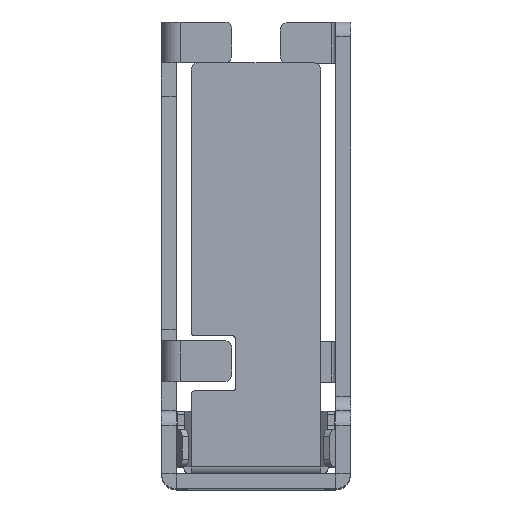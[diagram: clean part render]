
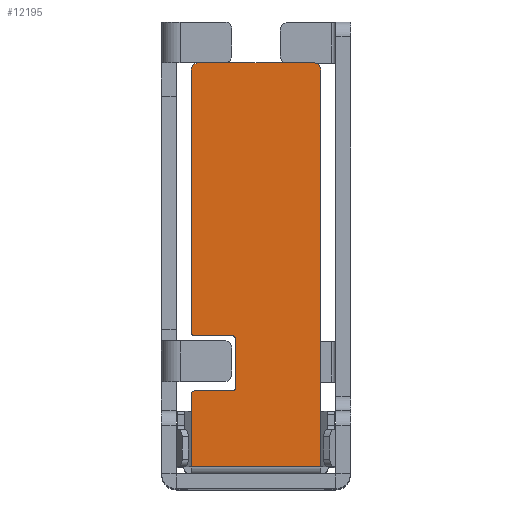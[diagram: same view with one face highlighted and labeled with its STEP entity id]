
A CAD part, top view. The second image highlights one B-rep face of the part: STEP entity #12195.
In plain terms, the highlighted planar face has unit normal (0, 0, 1).
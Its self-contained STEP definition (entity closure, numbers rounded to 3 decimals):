
#10038=CARTESIAN_POINT('',(-16.5,38.5,30.75));
#10039=DIRECTION('',(0.,0.,1.));
#10040=DIRECTION('',(-1.,0.,0.));
#10041=AXIS2_PLACEMENT_3D('',#10038,#10039,#10040);
#10043=DIRECTION('',(0.,1.,0.));
#10044=VECTOR('',#10043,70.5);
#10045=CARTESIAN_POINT('',(-17.5,38.5,30.75));
#10046=LINE('',#10045,#10044);
#10047=CARTESIAN_POINT('',(-15.5,109.,30.75));
#10048=DIRECTION('',(0.,0.,-1.));
#10049=DIRECTION('',(-1.,0.,0.));
#10050=AXIS2_PLACEMENT_3D('',#10047,#10048,#10049);
#10052=DIRECTION('',(1.,0.,0.));
#10053=VECTOR('',#10052,31.);
#10054=CARTESIAN_POINT('',(-15.5,111.,30.75));
#10055=LINE('',#10054,#10053);
#10056=CARTESIAN_POINT('',(15.5,109.,30.75));
#10057=DIRECTION('',(0.,0.,-1.));
#10058=DIRECTION('',(0.,1.,0.));
#10059=AXIS2_PLACEMENT_3D('',#10056,#10057,#10058);
#10061=DIRECTION('',(0.,-1.,0.));
#10062=VECTOR('',#10061,107.);
#10063=CARTESIAN_POINT('',(17.5,109.,30.75));
#10064=LINE('',#10063,#10062);
#10065=DIRECTION('',(0.,1.,0.));
#10066=VECTOR('',#10065,19.5);
#10067=CARTESIAN_POINT('',(-17.5,2.,30.75));
#10068=LINE('',#10067,#10066);
#10069=CARTESIAN_POINT('',(-16.5,21.5,30.75));
#10070=DIRECTION('',(0.,0.,1.));
#10071=DIRECTION('',(0.,1.,0.));
#10072=AXIS2_PLACEMENT_3D('',#10069,#10070,#10071);
#10074=DIRECTION('',(1.,0.,0.));
#10075=VECTOR('',#10074,10.);
#10076=CARTESIAN_POINT('',(-16.5,22.5,30.75));
#10077=LINE('',#10076,#10075);
#10078=DIRECTION('',(0.,-1.,0.));
#10079=VECTOR('',#10078,13.);
#10080=CARTESIAN_POINT('',(-5.5,36.5,30.75));
#10081=LINE('',#10080,#10079);
#10082=DIRECTION('',(1.,0.,0.));
#10083=VECTOR('',#10082,10.);
#10084=CARTESIAN_POINT('',(-16.5,37.5,30.75));
#10085=LINE('',#10084,#10083);
#11147=DIRECTION('',(-1.,0.,0.));
#11148=VECTOR('',#11147,35.);
#11149=CARTESIAN_POINT('',(17.5,2.,30.75));
#11150=LINE('',#11149,#11148);
#11176=CARTESIAN_POINT('',(-6.5,23.5,30.75));
#11177=DIRECTION('',(0.,0.,-1.));
#11178=DIRECTION('',(1.,0.,0.));
#11179=AXIS2_PLACEMENT_3D('',#11176,#11177,#11178);
#11194=CARTESIAN_POINT('',(-6.5,36.5,30.75));
#11195=DIRECTION('',(0.,0.,-1.));
#11196=DIRECTION('',(0.,1.,0.));
#11197=AXIS2_PLACEMENT_3D('',#11194,#11195,#11196);
#11601=CARTESIAN_POINT('',(-17.5,2.,30.75));
#11603=VERTEX_POINT('',#11601);
#11605=CARTESIAN_POINT('',(17.5,2.,30.75));
#11607=VERTEX_POINT('',#11605);
#11625=CARTESIAN_POINT('',(15.5,111.,30.75));
#11626=CARTESIAN_POINT('',(17.5,109.,30.75));
#11627=VERTEX_POINT('',#11625);
#11628=VERTEX_POINT('',#11626);
#11633=CARTESIAN_POINT('',(-17.5,109.,30.75));
#11634=CARTESIAN_POINT('',(-15.5,111.,30.75));
#11635=VERTEX_POINT('',#11633);
#11636=VERTEX_POINT('',#11634);
#11773=CARTESIAN_POINT('',(-6.5,37.5,30.75));
#11775=VERTEX_POINT('',#11773);
#11777=CARTESIAN_POINT('',(-5.5,36.5,30.75));
#11779=VERTEX_POINT('',#11777);
#11781=CARTESIAN_POINT('',(-5.5,23.5,30.75));
#11783=VERTEX_POINT('',#11781);
#11785=CARTESIAN_POINT('',(-6.5,22.5,30.75));
#11787=VERTEX_POINT('',#11785);
#11839=CARTESIAN_POINT('',(-17.5,38.5,30.75));
#11840=CARTESIAN_POINT('',(-16.5,37.5,30.75));
#11841=VERTEX_POINT('',#11839);
#11842=VERTEX_POINT('',#11840);
#11847=CARTESIAN_POINT('',(-16.5,22.5,30.75));
#11848=CARTESIAN_POINT('',(-17.5,21.5,30.75));
#11849=VERTEX_POINT('',#11847);
#11850=VERTEX_POINT('',#11848);
#12161=CARTESIAN_POINT('',(-17.5,0.,30.75));
#12162=DIRECTION('',(0.,0.,-1.));
#12163=DIRECTION('',(-1.,0.,0.));
#12164=AXIS2_PLACEMENT_3D('',#12161,#12162,#12163);
#12165=PLANE('',#12164);
#12166=ORIENTED_EDGE('',*,*,#12151,.F.);
#12168=ORIENTED_EDGE('',*,*,#12167,.T.);
#12170=ORIENTED_EDGE('',*,*,#12169,.T.);
#12172=ORIENTED_EDGE('',*,*,#12171,.T.);
#12174=ORIENTED_EDGE('',*,*,#12173,.T.);
#12176=ORIENTED_EDGE('',*,*,#12175,.T.);
#12178=ORIENTED_EDGE('',*,*,#12177,.T.);
#12180=ORIENTED_EDGE('',*,*,#12179,.T.);
#12182=ORIENTED_EDGE('',*,*,#12181,.F.);
#12184=ORIENTED_EDGE('',*,*,#12183,.T.);
#12186=ORIENTED_EDGE('',*,*,#12185,.F.);
#12188=ORIENTED_EDGE('',*,*,#12187,.F.);
#12190=ORIENTED_EDGE('',*,*,#12189,.F.);
#12192=ORIENTED_EDGE('',*,*,#12191,.F.);
#12193=EDGE_LOOP('',(#12166,#12168,#12170,#12172,#12174,#12176,#12178,#12180,
#12182,#12184,#12186,#12188,#12190,#12192));
#12194=FACE_OUTER_BOUND('',#12193,.F.);
#12195=ADVANCED_FACE('',(#12194),#12165,.F.);
#10042=CIRCLE('',#10041,1.);
#10051=CIRCLE('',#10050,2.);
#10060=CIRCLE('',#10059,2.);
#10073=CIRCLE('',#10072,1.);
#11180=CIRCLE('',#11179,1.);
#11198=CIRCLE('',#11197,1.);
#12151=EDGE_CURVE('',#11841,#11842,#10042,.T.);
#12167=EDGE_CURVE('',#11841,#11635,#10046,.T.);
#12169=EDGE_CURVE('',#11635,#11636,#10051,.T.);
#12171=EDGE_CURVE('',#11636,#11627,#10055,.T.);
#12173=EDGE_CURVE('',#11627,#11628,#10060,.T.);
#12175=EDGE_CURVE('',#11628,#11607,#10064,.T.);
#12177=EDGE_CURVE('',#11607,#11603,#11150,.T.);
#12179=EDGE_CURVE('',#11603,#11850,#10068,.T.);
#12181=EDGE_CURVE('',#11849,#11850,#10073,.T.);
#12183=EDGE_CURVE('',#11849,#11787,#10077,.T.);
#12185=EDGE_CURVE('',#11783,#11787,#11180,.T.);
#12187=EDGE_CURVE('',#11779,#11783,#10081,.T.);
#12189=EDGE_CURVE('',#11775,#11779,#11198,.T.);
#12191=EDGE_CURVE('',#11842,#11775,#10085,.T.);
